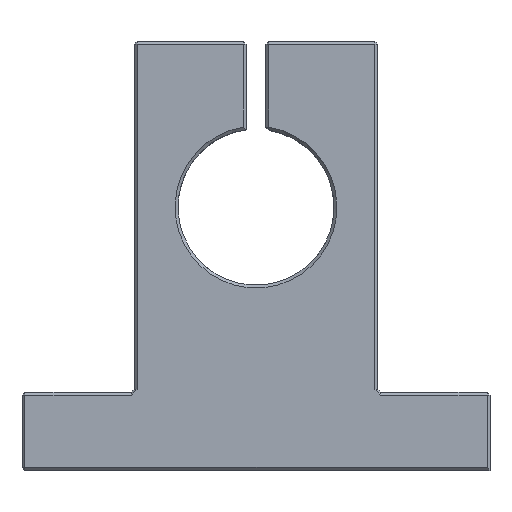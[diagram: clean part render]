
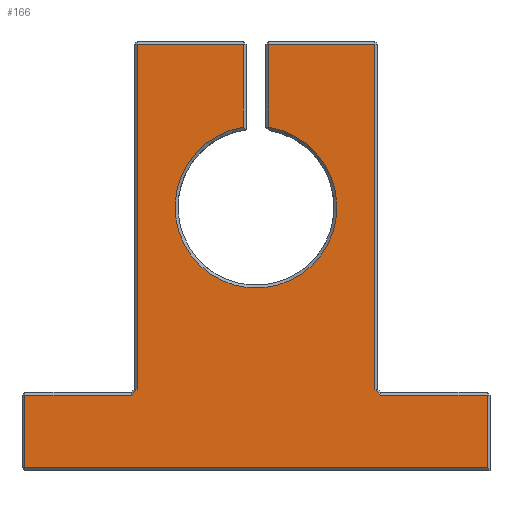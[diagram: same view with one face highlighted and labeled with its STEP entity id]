
A CAD part, top view. The second image highlights one B-rep face of the part: STEP entity #166.
In plain terms, the highlighted planar face has unit normal (0, 0, 1).
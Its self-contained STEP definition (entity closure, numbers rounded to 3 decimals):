
#166=ADVANCED_FACE('',(#808),#810,.T.);
#808=FACE_BOUND('',#809,.T.);
#809=EDGE_LOOP('',(#1284,#1285,#1286,#1287,#1288,#1289,#1290,#1291,#1292,#1293,#1294,
#1295,#1296,#1297));
#810=PLANE('',#811);
#811=AXIS2_PLACEMENT_3D('',#812,#813,#814);
#812=CARTESIAN_POINT('',(1.393,17.451,15.));
#813=DIRECTION('',(0.,0.,1.));
#814=DIRECTION('',(0.707,-0.707,0.));
#1284=ORIENTED_EDGE('',*,*,#1566,.T.);
#1285=ORIENTED_EDGE('',*,*,#1567,.T.);
#1286=ORIENTED_EDGE('',*,*,#1568,.T.);
#1287=ORIENTED_EDGE('',*,*,#1569,.T.);
#1288=ORIENTED_EDGE('',*,*,#1570,.T.);
#1289=ORIENTED_EDGE('',*,*,#1571,.F.);
#1290=ORIENTED_EDGE('',*,*,#1572,.T.);
#1291=ORIENTED_EDGE('',*,*,#1573,.T.);
#1292=ORIENTED_EDGE('',*,*,#1574,.T.);
#1293=ORIENTED_EDGE('',*,*,#1543,.T.);
#1294=ORIENTED_EDGE('',*,*,#1575,.T.);
#1295=ORIENTED_EDGE('',*,*,#1576,.T.);
#1296=ORIENTED_EDGE('',*,*,#1577,.T.);
#1297=ORIENTED_EDGE('',*,*,#1578,.F.);
#1543=EDGE_CURVE('',#1695,#1693,#1696,.T.);
#1566=EDGE_CURVE('',#1738,#1739,#1740,.T.);
#1567=EDGE_CURVE('',#1739,#1741,#1742,.T.);
#1568=EDGE_CURVE('',#1741,#1743,#1744,.T.);
#1569=EDGE_CURVE('',#1743,#1745,#1746,.T.);
#1570=EDGE_CURVE('',#1745,#1747,#1748,.T.);
#1571=EDGE_CURVE('',#1749,#1747,#1750,.T.);
#1572=EDGE_CURVE('',#1749,#1751,#1752,.T.);
#1573=EDGE_CURVE('',#1751,#1753,#1754,.T.);
#1574=EDGE_CURVE('',#1753,#1695,#1755,.T.);
#1575=EDGE_CURVE('',#1693,#1756,#1757,.T.);
#1576=EDGE_CURVE('',#1756,#1758,#1759,.T.);
#1577=EDGE_CURVE('',#1758,#1760,#1761,.T.);
#1578=EDGE_CURVE('',#1738,#1760,#1762,.T.);
#1693=VERTEX_POINT('',#2039);
#1695=VERTEX_POINT('',#2047);
#1696=CIRCLE('',#2048,8.3);
#1738=VERTEX_POINT('',#2569);
#1739=VERTEX_POINT('',#2570);
#1740=LINE('',#2571,#2572);
#1741=VERTEX_POINT('',#2574);
#1742=LINE('',#2575,#2576);
#1743=VERTEX_POINT('',#2578);
#1744=LINE('',#2579,#2580);
#1745=VERTEX_POINT('',#2582);
#1746=LINE('',#2583,#2584);
#1747=VERTEX_POINT('',#2586);
#1748=LINE('',#2587,#2588);
#1749=VERTEX_POINT('',#2590);
#1750=LINE('',#2591,#2592);
#1751=VERTEX_POINT('',#2594);
#1752=LINE('',#2595,#2596);
#1753=VERTEX_POINT('',#2598);
#1754=LINE('',#2599,#2600);
#1755=LINE('',#2602,#2603);
#1756=VERTEX_POINT('',#2605);
#1757=LINE('',#2606,#2607);
#1758=VERTEX_POINT('',#2609);
#1759=LINE('',#2610,#2611);
#1760=VERTEX_POINT('',#2613);
#1761=LINE('',#2614,#2615);
#1762=LINE('',#2617,#2618);
#2039=CARTESIAN_POINT('',(0.093,25.649,15.));
#2047=CARTESIAN_POINT('',(2.693,25.649,15.));
#2048=AXIS2_PLACEMENT_3D('',#2049,#2050,#2051);
#2049=CARTESIAN_POINT('',(1.393,17.451,15.));
#2050=DIRECTION('',(0.,-0.,-1.));
#2051=DIRECTION('',(0.157,0.988,0.));
#2569=CARTESIAN_POINT('',(-11.407,-1.849,15.));
#2570=CARTESIAN_POINT('',(-22.307,-1.849,15.));
#2571=CARTESIAN_POINT('',(-11.407,-1.849,15.));
#2572=VECTOR('',#2573,1.);
#2573=DIRECTION('',(-1.,0.,0.));
#2574=CARTESIAN_POINT('',(-22.307,-9.249,15.));
#2575=CARTESIAN_POINT('',(-22.307,-1.849,15.));
#2576=VECTOR('',#2577,1.);
#2577=DIRECTION('',(0.,-1.,0.));
#2578=CARTESIAN_POINT('',(25.093,-9.249,15.));
#2579=CARTESIAN_POINT('',(-22.307,-9.249,15.));
#2580=VECTOR('',#2581,1.);
#2581=DIRECTION('',(1.,0.,0.));
#2582=CARTESIAN_POINT('',(25.093,-1.849,15.));
#2583=CARTESIAN_POINT('',(25.093,-9.249,15.));
#2584=VECTOR('',#2585,1.);
#2585=DIRECTION('',(0.,1.,0.));
#2586=CARTESIAN_POINT('',(14.193,-1.849,15.));
#2587=CARTESIAN_POINT('',(25.093,-1.849,15.));
#2588=VECTOR('',#2589,1.);
#2589=DIRECTION('',(-1.,0.,0.));
#2590=CARTESIAN_POINT('',(13.593,-1.249,15.));
#2591=CARTESIAN_POINT('',(13.593,-1.249,15.));
#2592=VECTOR('',#2593,1.);
#2593=DIRECTION('',(0.707,-0.707,0.));
#2594=CARTESIAN_POINT('',(13.593,34.151,15.));
#2595=CARTESIAN_POINT('',(13.593,-1.249,15.));
#2596=VECTOR('',#2597,1.);
#2597=DIRECTION('',(0.,1.,0.));
#2598=CARTESIAN_POINT('',(2.693,34.151,15.));
#2599=CARTESIAN_POINT('',(13.593,34.151,15.));
#2600=VECTOR('',#2601,1.);
#2601=DIRECTION('',(-1.,0.,0.));
#2602=CARTESIAN_POINT('',(2.693,34.151,15.));
#2603=VECTOR('',#2604,1.);
#2604=DIRECTION('',(0.,-1.,0.));
#2605=CARTESIAN_POINT('',(0.093,34.151,15.));
#2606=CARTESIAN_POINT('',(0.093,25.649,15.));
#2607=VECTOR('',#2608,1.);
#2608=DIRECTION('',(0.,1.,0.));
#2609=CARTESIAN_POINT('',(-10.807,34.151,15.));
#2610=CARTESIAN_POINT('',(0.093,34.151,15.));
#2611=VECTOR('',#2612,1.);
#2612=DIRECTION('',(-1.,0.,0.));
#2613=CARTESIAN_POINT('',(-10.807,-1.249,15.));
#2614=CARTESIAN_POINT('',(-10.807,34.151,15.));
#2615=VECTOR('',#2616,1.);
#2616=DIRECTION('',(0.,-1.,0.));
#2617=CARTESIAN_POINT('',(-11.407,-1.849,15.));
#2618=VECTOR('',#2619,1.);
#2619=DIRECTION('',(0.707,0.707,0.));
